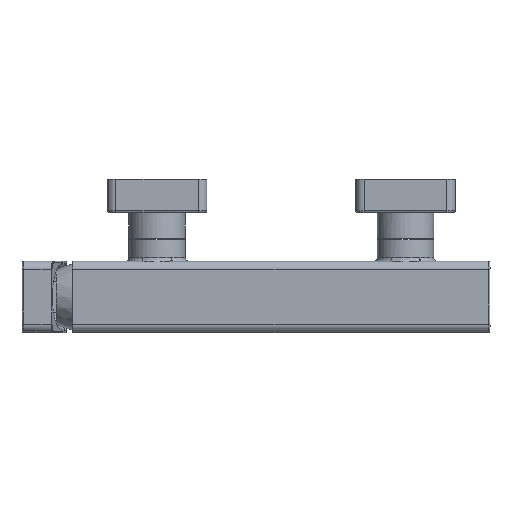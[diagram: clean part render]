
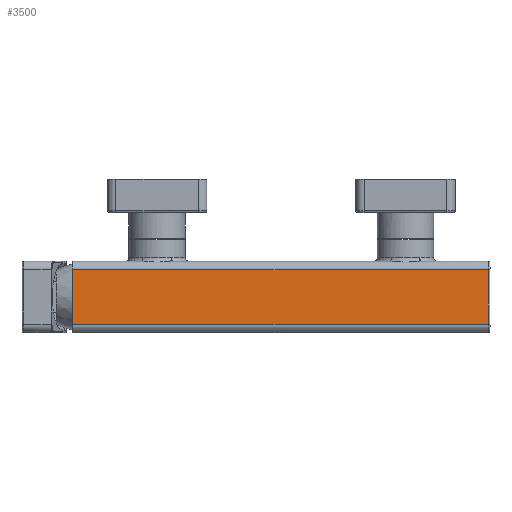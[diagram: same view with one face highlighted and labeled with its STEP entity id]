
A CAD part, top view. The second image highlights one B-rep face of the part: STEP entity #3500.
In plain terms, the highlighted planar face has unit normal (0, 0, 1).
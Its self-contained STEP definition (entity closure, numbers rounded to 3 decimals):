
#737=FACE_OUTER_BOUND('',#967,.T.);
#967=EDGE_LOOP('',(#3080,#3081,#3082,#3083));
#1174=LINE('',#13336,#1376);
#1179=LINE('',#13363,#1381);
#1181=LINE('',#13373,#1383);
#1183=LINE('',#13378,#1385);
#1376=VECTOR('',#4816,33.);
#1381=VECTOR('',#4847,251.);
#1383=VECTOR('',#4859,33.);
#1385=VECTOR('',#4865,251.);
#1654=VERTEX_POINT('',#13333);
#1655=VERTEX_POINT('',#13335);
#1664=VERTEX_POINT('',#13361);
#1667=VERTEX_POINT('',#13372);
#2127=EDGE_CURVE('',#1655,#1654,#1174,.T.);
#2141=EDGE_CURVE('',#1654,#1664,#1179,.T.);
#2146=EDGE_CURVE('',#1664,#1667,#1181,.T.);
#2149=EDGE_CURVE('',#1655,#1667,#1183,.T.);
#3080=ORIENTED_EDGE('',*,*,#2146,.T.);
#3081=ORIENTED_EDGE('',*,*,#2149,.F.);
#3082=ORIENTED_EDGE('',*,*,#2127,.T.);
#3083=ORIENTED_EDGE('',*,*,#2141,.T.);
#3302=PLANE('',#3938);
#3500=ADVANCED_FACE('',(#737),#3302,.T.);
#3938=AXIS2_PLACEMENT_3D('',#13377,#4863,#4864);
#4816=DIRECTION('',(0.,-1.,0.));
#4847=DIRECTION('',(1.,0.,0.));
#4859=DIRECTION('',(0.,1.,0.));
#4863=DIRECTION('center_axis',(0.,0.,
1.));
#4864=DIRECTION('ref_axis',(-1.,0.,0.));
#4865=DIRECTION('',(1.,0.,0.));
#13333=CARTESIAN_POINT('',(-126.,-99.6,102.6));
#13335=CARTESIAN_POINT('',(-126.,-66.6,102.6));
#13336=CARTESIAN_POINT('',(-126.,-66.6,102.6));
#13361=CARTESIAN_POINT('',(125.,-99.6,102.6));
#13363=CARTESIAN_POINT('',(-126.,-99.6,102.6));
#13372=CARTESIAN_POINT('',(125.,-66.6,102.6));
#13373=CARTESIAN_POINT('',(125.,-99.6,102.6));
#13377=CARTESIAN_POINT('Origin',(0.,-19.1,
102.6));
#13378=CARTESIAN_POINT('',(-126.,-66.6,102.6));
